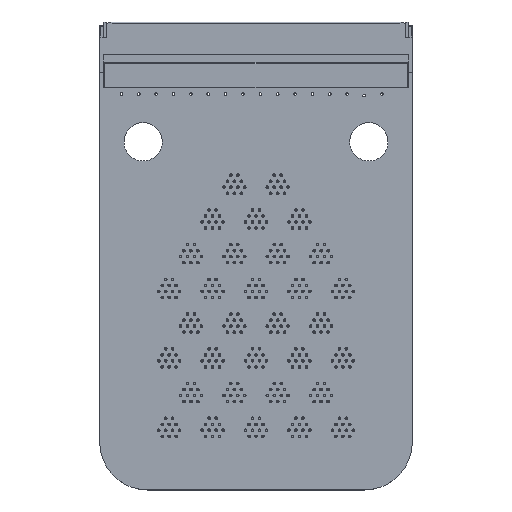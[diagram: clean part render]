
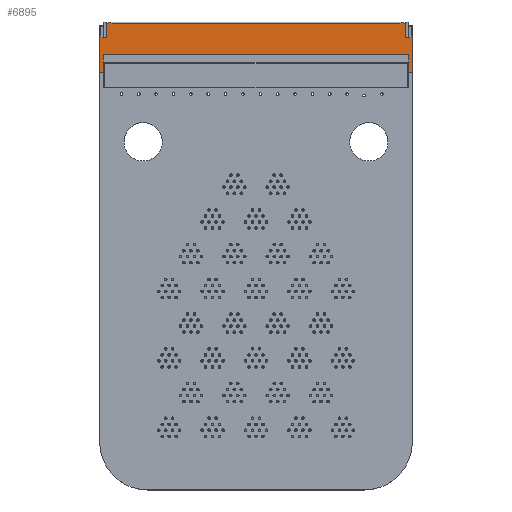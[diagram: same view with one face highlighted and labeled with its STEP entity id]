
A CAD part, top view. The second image highlights one B-rep face of the part: STEP entity #6895.
In plain terms, the highlighted face is planar.
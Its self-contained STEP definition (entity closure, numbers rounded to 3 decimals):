
#70 = EDGE_CURVE('',#71,#73,#75,.T.);
#71 = VERTEX_POINT('',#72);
#72 = CARTESIAN_POINT('',(-0.205,-0.158,-5.3));
#73 = VERTEX_POINT('',#74);
#74 = CARTESIAN_POINT('',(-0.305,-0.158,-5.4));
#75 = LINE('',#76,#77);
#76 = CARTESIAN_POINT('',(0.,-0.158,-5.095));
#77 = VECTOR('',#78,1.);
#78 = DIRECTION('',(-0.707,-0.,-0.707));
#363 = EDGE_CURVE('',#364,#71,#366,.T.);
#364 = VERTEX_POINT('',#365);
#365 = CARTESIAN_POINT('',(0.715,-0.158,-5.3));
#366 = LINE('',#367,#368);
#367 = CARTESIAN_POINT('',(0.,-0.158,-5.3));
#368 = VECTOR('',#369,1.);
#369 = DIRECTION('',(-1.,-0.,-0.));
#607 = EDGE_CURVE('',#364,#608,#610,.T.);
#608 = VERTEX_POINT('',#609);
#609 = CARTESIAN_POINT('',(0.715,-0.158,12.3));
#610 = LINE('',#611,#612);
#611 = CARTESIAN_POINT('',(0.715,-0.158,0.));
#612 = VECTOR('',#613,1.);
#613 = DIRECTION('',(0.,0.,1.));
#726 = VERTEX_POINT('',#727);
#727 = CARTESIAN_POINT('',(-0.305,-0.158,-5.5));
#733 = EDGE_CURVE('',#73,#726,#734,.T.);
#734 = LINE('',#735,#736);
#735 = CARTESIAN_POINT('',(-0.305,-0.158,0.));
#736 = VECTOR('',#737,1.);
#737 = DIRECTION('',(-0.,-0.,-1.));
#1700 = VERTEX_POINT('',#1701);
#1701 = CARTESIAN_POINT('',(2.595,-0.158,-4.953));
#1707 = EDGE_CURVE('',#1708,#1700,#1710,.T.);
#1708 = VERTEX_POINT('',#1709);
#1709 = CARTESIAN_POINT('',(2.445,-0.158,-5.103));
#1710 = LINE('',#1711,#1712);
#1711 = CARTESIAN_POINT('',(0.,-0.158,-7.547));
#1712 = VECTOR('',#1713,1.);
#1713 = DIRECTION('',(0.707,-0.,0.707));
#2397 = VERTEX_POINT('',#2398);
#2398 = CARTESIAN_POINT('',(2.495,-0.158,-4.785));
#2404 = EDGE_CURVE('',#2405,#2397,#2407,.T.);
#2405 = VERTEX_POINT('',#2406);
#2406 = CARTESIAN_POINT('',(2.595,-0.158,-4.885));
#2407 = LINE('',#2408,#2409);
#2408 = CARTESIAN_POINT('',(0.,-0.158,-2.29));
#2409 = VECTOR('',#2410,1.);
#2410 = DIRECTION('',(-0.707,-0.,0.707));
#2450 = VERTEX_POINT('',#2451);
#2451 = CARTESIAN_POINT('',(1.695,-0.158,-5.103));
#2460 = EDGE_CURVE('',#1708,#2450,#2461,.T.);
#2461 = LINE('',#2462,#2463);
#2462 = CARTESIAN_POINT('',(0.,-0.158,-5.103));
#2463 = VECTOR('',#2464,1.);
#2464 = DIRECTION('',(-1.,-0.,0.));
#2474 = EDGE_CURVE('',#2475,#2450,#2477,.T.);
#2475 = VERTEX_POINT('',#2476);
#2476 = CARTESIAN_POINT('',(1.695,-0.158,-5.5));
#2477 = LINE('',#2478,#2479);
#2478 = CARTESIAN_POINT('',(1.695,-0.158,0.));
#2479 = VECTOR('',#2480,1.);
#2480 = DIRECTION('',(-0.,0.,1.));
#3112 = EDGE_CURVE('',#2475,#726,#3113,.T.);
#3113 = LINE('',#3114,#3115);
#3114 = CARTESIAN_POINT('',(0.,-0.158,-5.5));
#3115 = VECTOR('',#3116,1.);
#3116 = DIRECTION('',(-1.,-0.,0.));
#6084 = VERTEX_POINT('',#6085);
#6085 = CARTESIAN_POINT('',(2.495,-0.158,11.785));
#6091 = EDGE_CURVE('',#2397,#6084,#6092,.T.);
#6092 = LINE('',#6093,#6094);
#6093 = CARTESIAN_POINT('',(2.495,-0.158,0.));
#6094 = VECTOR('',#6095,1.);
#6095 = DIRECTION('',(-0.,0.,1.));
#6852 = EDGE_CURVE('',#2405,#1700,#6853,.T.);
#6853 = LINE('',#6854,#6855);
#6854 = CARTESIAN_POINT('',(2.595,-0.158,0.));
#6855 = VECTOR('',#6856,1.);
#6856 = DIRECTION('',(0.,-0.,-1.));
#6870 = VERTEX_POINT('',#6871);
#6871 = CARTESIAN_POINT('',(2.595,-0.158,11.953));
#6877 = EDGE_CURVE('',#6878,#6870,#6880,.T.);
#6878 = VERTEX_POINT('',#6879);
#6879 = CARTESIAN_POINT('',(2.595,-0.158,11.885));
#6880 = LINE('',#6881,#6882);
#6881 = CARTESIAN_POINT('',(2.595,-0.158,0.));
#6882 = VECTOR('',#6883,1.);
#6883 = DIRECTION('',(-0.,0.,1.));
#6895 = ADVANCED_FACE('',(#6896),#6970,.T.);
#6896 = FACE_BOUND('',#6897,.T.);
#6897 = EDGE_LOOP('',(#6898,#6899,#6900,#6901,#6902,#6903,#6904,#6905,
    #6906,#6907,#6908,#6909,#6915,#6916,#6924,#6932,#6940,#6948,#6956,
    #6964));
#6898 = ORIENTED_EDGE('',*,*,#607,.F.);
#6899 = ORIENTED_EDGE('',*,*,#363,.T.);
#6900 = ORIENTED_EDGE('',*,*,#70,.T.);
#6901 = ORIENTED_EDGE('',*,*,#733,.T.);
#6902 = ORIENTED_EDGE('',*,*,#3112,.F.);
#6903 = ORIENTED_EDGE('',*,*,#2474,.T.);
#6904 = ORIENTED_EDGE('',*,*,#2460,.F.);
#6905 = ORIENTED_EDGE('',*,*,#1707,.T.);
#6906 = ORIENTED_EDGE('',*,*,#6852,.F.);
#6907 = ORIENTED_EDGE('',*,*,#2404,.T.);
#6908 = ORIENTED_EDGE('',*,*,#6091,.T.);
#6909 = ORIENTED_EDGE('',*,*,#6910,.F.);
#6910 = EDGE_CURVE('',#6878,#6084,#6911,.T.);
#6911 = LINE('',#6912,#6913);
#6912 = CARTESIAN_POINT('',(0.,-0.158,9.29));
#6913 = VECTOR('',#6914,1.);
#6914 = DIRECTION('',(-0.707,-0.,-0.707));
#6915 = ORIENTED_EDGE('',*,*,#6877,.T.);
#6916 = ORIENTED_EDGE('',*,*,#6917,.F.);
#6917 = EDGE_CURVE('',#6918,#6870,#6920,.T.);
#6918 = VERTEX_POINT('',#6919);
#6919 = CARTESIAN_POINT('',(2.445,-0.158,12.103));
#6920 = LINE('',#6921,#6922);
#6921 = CARTESIAN_POINT('',(0.,-0.158,14.547));
#6922 = VECTOR('',#6923,1.);
#6923 = DIRECTION('',(0.707,-0.,-0.707));
#6924 = ORIENTED_EDGE('',*,*,#6925,.T.);
#6925 = EDGE_CURVE('',#6918,#6926,#6928,.T.);
#6926 = VERTEX_POINT('',#6927);
#6927 = CARTESIAN_POINT('',(1.695,-0.158,12.103));
#6928 = LINE('',#6929,#6930);
#6929 = CARTESIAN_POINT('',(0.,-0.158,12.103));
#6930 = VECTOR('',#6931,1.);
#6931 = DIRECTION('',(-1.,0.,0.));
#6932 = ORIENTED_EDGE('',*,*,#6933,.F.);
#6933 = EDGE_CURVE('',#6934,#6926,#6936,.T.);
#6934 = VERTEX_POINT('',#6935);
#6935 = CARTESIAN_POINT('',(1.695,-0.158,12.5));
#6936 = LINE('',#6937,#6938);
#6937 = CARTESIAN_POINT('',(1.695,-0.158,0.));
#6938 = VECTOR('',#6939,1.);
#6939 = DIRECTION('',(0.,-0.,-1.));
#6940 = ORIENTED_EDGE('',*,*,#6941,.T.);
#6941 = EDGE_CURVE('',#6934,#6942,#6944,.T.);
#6942 = VERTEX_POINT('',#6943);
#6943 = CARTESIAN_POINT('',(-0.305,-0.158,12.5));
#6944 = LINE('',#6945,#6946);
#6945 = CARTESIAN_POINT('',(0.,-0.158,12.5));
#6946 = VECTOR('',#6947,1.);
#6947 = DIRECTION('',(-1.,0.,0.));
#6948 = ORIENTED_EDGE('',*,*,#6949,.F.);
#6949 = EDGE_CURVE('',#6950,#6942,#6952,.T.);
#6950 = VERTEX_POINT('',#6951);
#6951 = CARTESIAN_POINT('',(-0.305,-0.158,12.4));
#6952 = LINE('',#6953,#6954);
#6953 = CARTESIAN_POINT('',(-0.305,-0.158,0.));
#6954 = VECTOR('',#6955,1.);
#6955 = DIRECTION('',(0.,-0.,1.));
#6956 = ORIENTED_EDGE('',*,*,#6957,.F.);
#6957 = EDGE_CURVE('',#6958,#6950,#6960,.T.);
#6958 = VERTEX_POINT('',#6959);
#6959 = CARTESIAN_POINT('',(-0.205,-0.158,12.3));
#6960 = LINE('',#6961,#6962);
#6961 = CARTESIAN_POINT('',(0.,-0.158,12.095));
#6962 = VECTOR('',#6963,1.);
#6963 = DIRECTION('',(-0.707,-0.,0.707));
#6964 = ORIENTED_EDGE('',*,*,#6965,.F.);
#6965 = EDGE_CURVE('',#608,#6958,#6966,.T.);
#6966 = LINE('',#6967,#6968);
#6967 = CARTESIAN_POINT('',(0.,-0.158,12.3));
#6968 = VECTOR('',#6969,1.);
#6969 = DIRECTION('',(-1.,-0.,-0.));
#6970 = PLANE('',#6971);
#6971 = AXIS2_PLACEMENT_3D('',#6972,#6973,#6974);
#6972 = CARTESIAN_POINT('',(2.667,-0.158,12.95));
#6973 = DIRECTION('',(0.,-1.,0.));
#6974 = DIRECTION('',(-1.,0.,0.));
